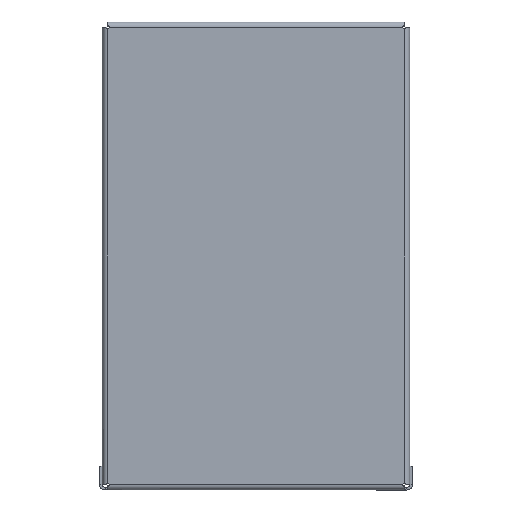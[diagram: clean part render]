
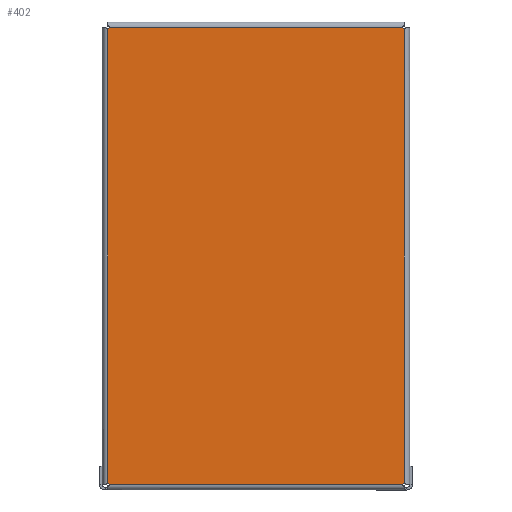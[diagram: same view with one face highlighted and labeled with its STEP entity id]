
A CAD part, front view. The second image highlights one B-rep face of the part: STEP entity #402.
In plain terms, the highlighted planar face has unit normal (0, -1, 0).
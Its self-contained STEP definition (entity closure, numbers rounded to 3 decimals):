
#22 = CARTESIAN_POINT ( 'NONE',  ( 0., -3.175, 0. ) ) ;
#28 = CARTESIAN_POINT ( 'NONE',  ( -175.1, -3.175, -270. ) ) ;
#33 = DIRECTION ( 'NONE',  ( 0., 1., 0. ) ) ;
#51 = LINE ( 'NONE', #772, #1397 ) ;
#73 = VECTOR ( 'NONE', #2022, 1000. ) ;
#115 = DIRECTION ( 'NONE',  ( 0., 1., 0. ) ) ;
#119 = VERTEX_POINT ( 'NONE', #621 ) ;
#132 = DIRECTION ( 'NONE',  ( 1., 0., 0. ) ) ;
#154 = ORIENTED_EDGE ( 'NONE', *, *, #750, .F. ) ;
#155 = CARTESIAN_POINT ( 'NONE',  ( -173.512, -3.175, 270.1 ) ) ;
#179 = VERTEX_POINT ( 'NONE', #1893 ) ;
#197 = LINE ( 'NONE', #555, #73 ) ;
#202 = ORIENTED_EDGE ( 'NONE', *, *, #1973, .T. ) ;
#229 = CARTESIAN_POINT ( 'NONE',  ( -175.1, -3.175, -268.413 ) ) ;
#234 = EDGE_LOOP ( 'NONE', ( #202, #154, #1079, #678, #1997, #961, #1618, #2050 ) ) ;
#243 = VERTEX_POINT ( 'NONE', #155 ) ;
#297 = DIRECTION ( 'NONE',  ( -1., 0., 0. ) ) ;
#326 = DIRECTION ( 'NONE',  ( 0., 0., 1. ) ) ;
#374 = DIRECTION ( 'NONE',  ( 0., 0., 1. ) ) ;
#402 = ADVANCED_FACE ( 'NONE', ( #2045 ), #922, .F. ) ;
#441 = CARTESIAN_POINT ( 'NONE',  ( 173.412, -3.175, -270. ) ) ;
#482 = DIRECTION ( 'NONE',  ( 0., 0., 1. ) ) ;
#499 = CARTESIAN_POINT ( 'NONE',  ( -175.1, -3.175, 270.1 ) ) ;
#555 = CARTESIAN_POINT ( 'NONE',  ( 175., -3.175, -270. ) ) ;
#568 = LINE ( 'NONE', #1241, #1379 ) ;
#569 = AXIS2_PLACEMENT_3D ( 'NONE', #634, #115, #482 ) ;
#621 = CARTESIAN_POINT ( 'NONE',  ( 173.413, -3.175, 270.1 ) ) ;
#631 = EDGE_CURVE ( 'NONE', #179, #660, #51, .T. ) ;
#634 = CARTESIAN_POINT ( 'NONE',  ( 175., -3.175, -270. ) ) ;
#660 = VERTEX_POINT ( 'NONE', #229 ) ;
#663 = CARTESIAN_POINT ( 'NONE',  ( 175., -3.175, 270.1 ) ) ;
#678 = ORIENTED_EDGE ( 'NONE', *, *, #1483, .T. ) ;
#734 = DIRECTION ( 'NONE',  ( 0., 1., 0. ) ) ;
#750 = EDGE_CURVE ( 'NONE', #179, #243, #1592, .T. ) ;
#768 = EDGE_CURVE ( 'NONE', #1431, #119, #1200, .T. ) ;
#772 = CARTESIAN_POINT ( 'NONE',  ( -175.1, -3.175, 270. ) ) ;
#784 = VERTEX_POINT ( 'NONE', #2180 ) ;
#894 = AXIS2_PLACEMENT_3D ( 'NONE', #499, #1778, #132 ) ;
#922 = PLANE ( 'NONE',  #1054 ) ;
#961 = ORIENTED_EDGE ( 'NONE', *, *, #1938, .T. ) ;
#1054 = AXIS2_PLACEMENT_3D ( 'NONE', #22, #33, #374 ) ;
#1079 = ORIENTED_EDGE ( 'NONE', *, *, #631, .T. ) ;
#1200 = CIRCLE ( 'NONE', #1629, 1.588 ) ;
#1204 = AXIS2_PLACEMENT_3D ( 'NONE', #28, #734, #2218 ) ;
#1241 = CARTESIAN_POINT ( 'NONE',  ( -175., -3.175, -270. ) ) ;
#1275 = CARTESIAN_POINT ( 'NONE',  ( 175., -3.175, 268.512 ) ) ;
#1304 = DIRECTION ( 'NONE',  ( -1., 0., 0. ) ) ;
#1379 = VECTOR ( 'NONE', #1304, 1000. ) ;
#1397 = VECTOR ( 'NONE', #2243, 1000. ) ;
#1405 = DIRECTION ( 'NONE',  ( 0., 1., 0. ) ) ;
#1431 = VERTEX_POINT ( 'NONE', #1275 ) ;
#1438 = EDGE_CURVE ( 'NONE', #1431, #784, #197, .T. ) ;
#1483 = EDGE_CURVE ( 'NONE', #660, #1693, #1718, .T. ) ;
#1567 = CARTESIAN_POINT ( 'NONE',  ( -173.512, -3.175, -270. ) ) ;
#1573 = VECTOR ( 'NONE', #297, 1000. ) ;
#1592 = CIRCLE ( 'NONE', #894, 1.587 ) ;
#1617 = CIRCLE ( 'NONE', #569, 1.588 ) ;
#1618 = ORIENTED_EDGE ( 'NONE', *, *, #1438, .F. ) ;
#1629 = AXIS2_PLACEMENT_3D ( 'NONE', #663, #1405, #326 ) ;
#1693 = VERTEX_POINT ( 'NONE', #1567 ) ;
#1718 = CIRCLE ( 'NONE', #1204, 1.587 ) ;
#1778 = DIRECTION ( 'NONE',  ( 0., -1., 0. ) ) ;
#1893 = CARTESIAN_POINT ( 'NONE',  ( -175.1, -3.175, 268.512 ) ) ;
#1913 = CARTESIAN_POINT ( 'NONE',  ( 175., -3.175, 270.1 ) ) ;
#1938 = EDGE_CURVE ( 'NONE', #2344, #784, #1617, .T. ) ;
#1973 = EDGE_CURVE ( 'NONE', #119, #243, #2097, .T. ) ;
#1997 = ORIENTED_EDGE ( 'NONE', *, *, #2187, .F. ) ;
#2022 = DIRECTION ( 'NONE',  ( 0., 0., -1. ) ) ;
#2045 = FACE_OUTER_BOUND ( 'NONE', #234, .T. ) ;
#2050 = ORIENTED_EDGE ( 'NONE', *, *, #768, .T. ) ;
#2097 = LINE ( 'NONE', #1913, #1573 ) ;
#2180 = CARTESIAN_POINT ( 'NONE',  ( 175., -3.175, -268.413 ) ) ;
#2187 = EDGE_CURVE ( 'NONE', #2344, #1693, #568, .T. ) ;
#2218 = DIRECTION ( 'NONE',  ( -1., 0., 0. ) ) ;
#2243 = DIRECTION ( 'NONE',  ( 0., 0., -1. ) ) ;
#2344 = VERTEX_POINT ( 'NONE', #441 ) ;
